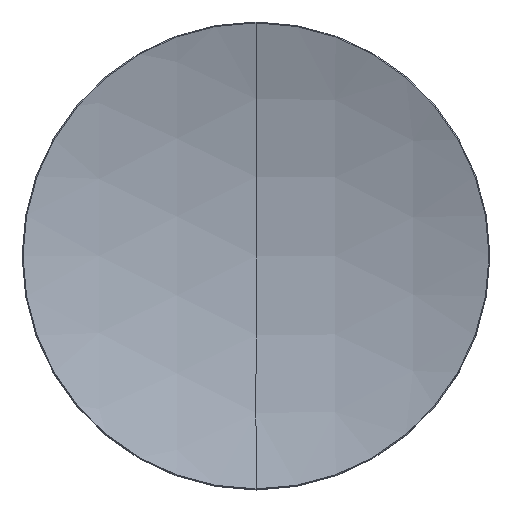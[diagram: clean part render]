
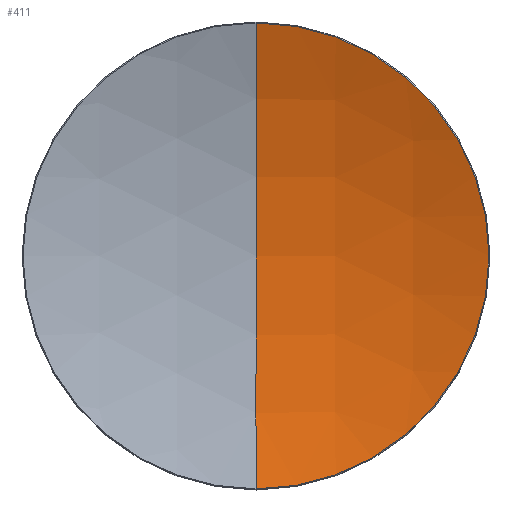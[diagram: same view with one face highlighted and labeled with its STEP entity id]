
A CAD part, top view. The second image highlights one B-rep face of the part: STEP entity #411.
In plain terms, the highlighted spherical face has radius 112.5 mm.
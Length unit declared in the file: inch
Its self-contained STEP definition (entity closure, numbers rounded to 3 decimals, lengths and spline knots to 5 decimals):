
#352 = EDGE_CURVE ( 'NONE', #353, #358, #2285, .T. ) ;
#353 = VERTEX_POINT ( 'NONE', #2278 ) ;
#355 = VERTEX_POINT ( 'NONE', #2274 ) ;
#357 = ORIENTED_EDGE ( 'NONE', *, *, #396, .T. ) ;
#358 = VERTEX_POINT ( 'NONE', #2284 ) ;
#395 = ORIENTED_EDGE ( 'NONE', *, *, #412, .T. ) ;
#396 = EDGE_CURVE ( 'NONE', #355, #358, #2170, .T. ) ;
#409 = EDGE_LOOP ( 'NONE', ( #410, #395, #357 ) ) ;
#410 = ORIENTED_EDGE ( 'NONE', *, *, #352, .F. ) ;
#411 = ADVANCED_FACE ( 'NONE', ( #2149 ), #2155, .F. ) ;
#412 = EDGE_CURVE ( 'NONE', #353, #355, #2319, .T. ) ;
#2084 = DIRECTION ( 'NONE',  ( 1., 0., 0. ) ) ;
#2086 = AXIS2_PLACEMENT_3D ( 'NONE', #2281, #2084, #2276 ) ;
#2148 = CARTESIAN_POINT ( 'NONE',  ( 0., 0., 4.90157 ) ) ;
#2149 = FACE_OUTER_BOUND ( 'NONE', #409, .T. ) ;
#2155 = SPHERICAL_SURFACE ( 'NONE', #2317, 4.42913 ) ;
#2164 = DIRECTION ( 'NONE',  ( 0., -1., 0. ) ) ;
#2165 = DIRECTION ( 'NONE',  ( 0., 0., 1. ) ) ;
#2166 = CARTESIAN_POINT ( 'NONE',  ( 0., 0., 0.72369 ) ) ;
#2170 = CIRCLE ( 'NONE', #2246, 1.47056 ) ;
#2246 = AXIS2_PLACEMENT_3D ( 'NONE', #2166, #2165, #2164 ) ;
#2274 = CARTESIAN_POINT ( 'NONE',  ( 0., -1.47056, 0.72369 ) ) ;
#2276 = DIRECTION ( 'NONE',  ( 0., 0., -1. ) ) ;
#2278 = CARTESIAN_POINT ( 'NONE',  ( 0., 0., 0.47244 ) ) ;
#2281 = CARTESIAN_POINT ( 'NONE',  ( 0., 0., 4.90157 ) ) ;
#2284 = CARTESIAN_POINT ( 'NONE',  ( 0., 1.47056, 0.72369 ) ) ;
#2285 = CIRCLE ( 'NONE', #2086, 4.42913 ) ;
#2311 = DIRECTION ( 'NONE',  ( 0., -1., 0. ) ) ;
#2312 = DIRECTION ( 'NONE',  ( -1., 0., 0. ) ) ;
#2313 = AXIS2_PLACEMENT_3D ( 'NONE', #2148, #2312, #2311 ) ;
#2314 = DIRECTION ( 'NONE',  ( 0., 1., 0. ) ) ;
#2315 = DIRECTION ( 'NONE',  ( -1., 0., 0. ) ) ;
#2316 = CARTESIAN_POINT ( 'NONE',  ( 0., 0., 4.90157 ) ) ;
#2317 = AXIS2_PLACEMENT_3D ( 'NONE', #2316, #2315, #2314 ) ;
#2319 = CIRCLE ( 'NONE', #2313, 4.42913 ) ;
